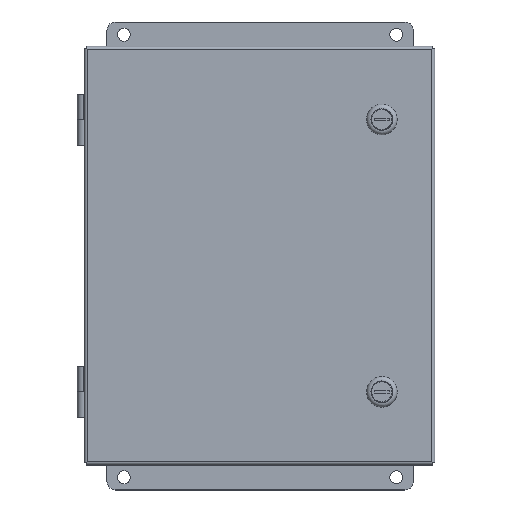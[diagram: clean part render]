
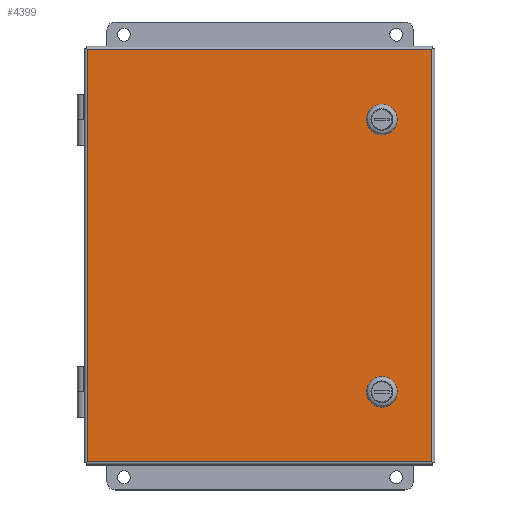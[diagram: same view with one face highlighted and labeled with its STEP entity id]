
A CAD part, top view. The second image highlights one B-rep face of the part: STEP entity #4399.
In plain terms, the highlighted face is planar.
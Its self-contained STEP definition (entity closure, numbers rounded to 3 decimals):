
#4399 = ADVANCED_FACE( '', ( #8873, #8874, #8875 ), #8876, .T. );
#8873 = FACE_BOUND( '', #38671, .T. );
#8874 = FACE_BOUND( '', #38672, .T. );
#8875 = FACE_OUTER_BOUND( '', #38673, .T. );
#8876 = PLANE( '', #38674 );
#38671 = EDGE_LOOP( '', ( #54010, #54011, #54012, #54013 ) );
#38672 = EDGE_LOOP( '', ( #54014, #54015, #54016, #54017 ) );
#38673 = EDGE_LOOP( '', ( #54018, #54019, #54020, #54021 ) );
#38674 = AXIS2_PLACEMENT_3D( '', #54022, #54023, #54024 );
#54010 = ORIENTED_EDGE( '', *, *, #59613, .F. );
#54011 = ORIENTED_EDGE( '', *, *, #60146, .F. );
#54012 = ORIENTED_EDGE( '', *, *, #60037, .F. );
#54013 = ORIENTED_EDGE( '', *, *, #56206, .F. );
#54014 = ORIENTED_EDGE( '', *, *, #59831, .F. );
#54015 = ORIENTED_EDGE( '', *, *, #57537, .F. );
#54016 = ORIENTED_EDGE( '', *, *, #56561, .F. );
#54017 = ORIENTED_EDGE( '', *, *, #56834, .F. );
#54018 = ORIENTED_EDGE( '', *, *, #56819, .T. );
#54019 = ORIENTED_EDGE( '', *, *, #59158, .F. );
#54020 = ORIENTED_EDGE( '', *, *, #59043, .T. );
#54021 = ORIENTED_EDGE( '', *, *, #59170, .T. );
#54022 = CARTESIAN_POINT( '', ( -130.81, 0., -156.21 ) );
#54023 = DIRECTION( '', ( 0., -1., 0. ) );
#54024 = DIRECTION( '', ( 0., 0., -1. ) );
#56206 = EDGE_CURVE( '', #60961, #60963, #60964, .T. );
#56561 = EDGE_CURVE( '', #61586, #61588, #61589, .T. );
#56819 = EDGE_CURVE( '', #62036, #62034, #62037, .T. );
#56834 = EDGE_CURVE( '', #62060, #61586, #62062, .T. );
#57537 = EDGE_CURVE( '', #61588, #63215, #63216, .T. );
#59043 = EDGE_CURVE( '', #65400, #65402, #65404, .T. );
#59158 = EDGE_CURVE( '', #65400, #62034, #65552, .T. );
#59170 = EDGE_CURVE( '', #65402, #62036, #65568, .T. );
#59613 = EDGE_CURVE( '', #66119, #60961, #66121, .T. );
#59831 = EDGE_CURVE( '', #63215, #62060, #66388, .T. );
#60037 = EDGE_CURVE( '', #60963, #66627, #66628, .T. );
#60146 = EDGE_CURVE( '', #66627, #66119, #66745, .T. );
#60961 = VERTEX_POINT( '', #68435 );
#60963 = VERTEX_POINT( '', #68438 );
#60964 = LINE( '', #68439, #68440 );
#61586 = VERTEX_POINT( '', #70222 );
#61588 = VERTEX_POINT( '', #70225 );
#61589 = CIRCLE( '', #70226, 9.716 );
#62034 = VERTEX_POINT( '', #71372 );
#62036 = VERTEX_POINT( '', #71374 );
#62037 = LINE( '', #71375, #71376 );
#62060 = VERTEX_POINT( '', #71406 );
#62062 = LINE( '', #71409, #71410 );
#63215 = VERTEX_POINT( '', #74155 );
#63216 = LINE( '', #74156, #74157 );
#65400 = VERTEX_POINT( '', #80458 );
#65402 = VERTEX_POINT( '', #80460 );
#65404 = LINE( '', #80462, #80463 );
#65552 = LINE( '', #80769, #80770 );
#65568 = LINE( '', #80812, #80813 );
#66119 = VERTEX_POINT( '', #82303 );
#66121 = CIRCLE( '', #82306, 9.716 );
#66388 = CIRCLE( '', #82998, 9.716 );
#66627 = VERTEX_POINT( '', #83615 );
#66628 = CIRCLE( '', #83616, 9.716 );
#66745 = LINE( '', #83894, #83895 );
#68435 = CARTESIAN_POINT( '', ( 83.185, 0., 106.922 ) );
#68438 = CARTESIAN_POINT( '', ( 83.185, 0., 96.278 ) );
#68439 = CARTESIAN_POINT( '', ( 83.185, 0., 106.922 ) );
#68440 = VECTOR( '', #84577, 1000. );
#70222 = CARTESIAN_POINT( '', ( 83.185, 0., -106.922 ) );
#70225 = CARTESIAN_POINT( '', ( 99.441, 0., -106.922 ) );
#70226 = AXIS2_PLACEMENT_3D( '', #84797, #84798, #84799 );
#71372 = CARTESIAN_POINT( '', ( 128.473, 0., 153.873 ) );
#71374 = CARTESIAN_POINT( '', ( 128.473, 0., -153.873 ) );
#71375 = CARTESIAN_POINT( '', ( 128.473, 0., 153.873 ) );
#71376 = VECTOR( '', #84982, 1000. );
#71406 = CARTESIAN_POINT( '', ( 83.185, 0., -96.278 ) );
#71409 = CARTESIAN_POINT( '', ( 83.185, 0., -96.278 ) );
#71410 = VECTOR( '', #85000, 1000. );
#74155 = CARTESIAN_POINT( '', ( 99.441, 0., -96.278 ) );
#74156 = CARTESIAN_POINT( '', ( 99.441, 0., -96.278 ) );
#74157 = VECTOR( '', #85539, 1000. );
#80458 = CARTESIAN_POINT( '', ( -128.473, 0., 153.873 ) );
#80460 = CARTESIAN_POINT( '', ( -128.473, 0., -153.873 ) );
#80462 = CARTESIAN_POINT( '', ( -128.473, 0., -156.21 ) );
#80463 = VECTOR( '', #86513, 1000. );
#80769 = CARTESIAN_POINT( '', ( -128.473, 0., 153.873 ) );
#80770 = VECTOR( '', #86613, 1000. );
#80812 = CARTESIAN_POINT( '', ( 130.81, 0., -153.873 ) );
#80813 = VECTOR( '', #86630, 1000. );
#82303 = CARTESIAN_POINT( '', ( 99.441, 0., 106.922 ) );
#82306 = AXIS2_PLACEMENT_3D( '', #86866, #86867, #86868 );
#82998 = AXIS2_PLACEMENT_3D( '', #86967, #86968, #86969 );
#83615 = CARTESIAN_POINT( '', ( 99.441, 0., 96.278 ) );
#83616 = AXIS2_PLACEMENT_3D( '', #87061, #87062, #87063 );
#83894 = CARTESIAN_POINT( '', ( 99.441, 0., 106.922 ) );
#83895 = VECTOR( '', #87109, 1000. );
#84577 = DIRECTION( '', ( 0., 0., -1. ) );
#84797 = CARTESIAN_POINT( '', ( 91.313, 0., -101.6 ) );
#84798 = DIRECTION( '', ( 0., -1., 0. ) );
#84799 = DIRECTION( '', ( 1., 0., 0. ) );
#84982 = DIRECTION( '', ( 0., 0., 1. ) );
#85000 = DIRECTION( '', ( 0., 0., -1. ) );
#85539 = DIRECTION( '', ( 0., 0., 1. ) );
#86513 = DIRECTION( '', ( 0., 0., -1. ) );
#86613 = DIRECTION( '', ( 1., 0., 0. ) );
#86630 = DIRECTION( '', ( 1., 0., 0. ) );
#86866 = CARTESIAN_POINT( '', ( 91.313, 0., 101.6 ) );
#86867 = DIRECTION( '', ( 0., -1., 0. ) );
#86868 = DIRECTION( '', ( 1., 0., 0. ) );
#86967 = CARTESIAN_POINT( '', ( 91.313, 0., -101.6 ) );
#86968 = DIRECTION( '', ( 0., -1., 0. ) );
#86969 = DIRECTION( '', ( 1., 0., 0. ) );
#87061 = CARTESIAN_POINT( '', ( 91.313, 0., 101.6 ) );
#87062 = DIRECTION( '', ( 0., -1., 0. ) );
#87063 = DIRECTION( '', ( 1., 0., 0. ) );
#87109 = DIRECTION( '', ( 0., 0., 1. ) );
